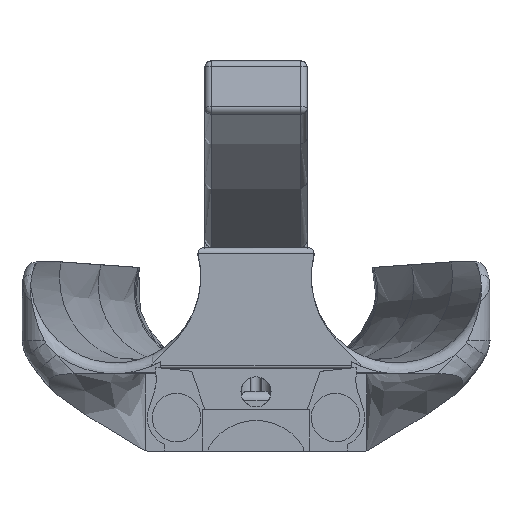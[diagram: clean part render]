
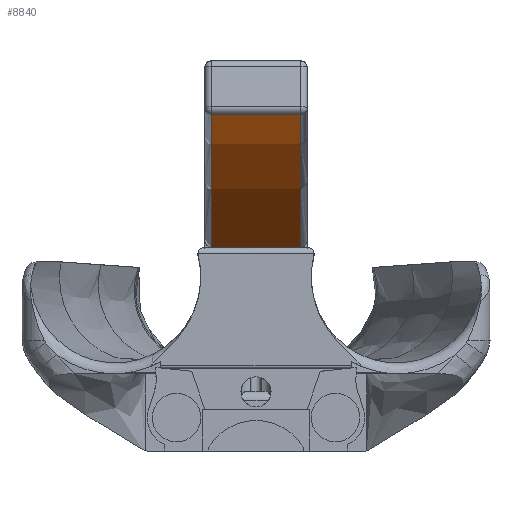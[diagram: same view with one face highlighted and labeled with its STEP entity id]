
A CAD part, front view. The second image highlights one B-rep face of the part: STEP entity #8840.
In plain terms, the highlighted cylindrical face has radius 289.908 mm (diameter 579.815 mm), a partial arc.
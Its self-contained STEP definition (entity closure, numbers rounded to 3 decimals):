
#674=CIRCLE('',#9652,289.908);
#675=CIRCLE('',#9654,289.908);
#1395=FACE_OUTER_BOUND('',#2022,.T.);
#2022=EDGE_LOOP('',(#7968,#7969,#7970,#7971));
#2536=LINE('',#20545,#3039);
#2543=LINE('',#20584,#3046);
#3039=VECTOR('',#11705,10.);
#3046=VECTOR('',#11740,10.);
#4217=VERTEX_POINT('',#20542);
#4218=VERTEX_POINT('',#20544);
#4225=VERTEX_POINT('',#20569);
#4226=VERTEX_POINT('',#20582);
#5474=EDGE_CURVE('',#4217,#4218,#2536,.T.);
#5487=EDGE_CURVE('',#4218,#4225,#674,.T.);
#5489=EDGE_CURVE('',#4226,#4217,#675,.T.);
#5490=EDGE_CURVE('',#4226,#4225,#2543,.T.);
#7968=ORIENTED_EDGE('',*,*,#5474,.F.);
#7969=ORIENTED_EDGE('',*,*,#5489,.F.);
#7970=ORIENTED_EDGE('',*,*,#5490,.T.);
#7971=ORIENTED_EDGE('',*,*,#5487,.F.);
#8331=CYLINDRICAL_SURFACE('',#9653,289.908);
#8840=ADVANCED_FACE('',(#1395),#8331,.F.);
#9652=AXIS2_PLACEMENT_3D('',#20570,#11734,#11735);
#9653=AXIS2_PLACEMENT_3D('',#20581,#11736,#11737);
#9654=AXIS2_PLACEMENT_3D('',#20583,#11738,#11739);
#11705=DIRECTION('',(1.,0.,0.));
#11734=DIRECTION('center_axis',(-1.,0.,0.));
#11735=DIRECTION('ref_axis',(0.,0.445,0.896));
#11736=DIRECTION('center_axis',(-1.,0.,0.));
#11737=DIRECTION('ref_axis',(0.,0.214,0.977));
#11738=DIRECTION('center_axis',(1.,0.,0.));
#11739=DIRECTION('ref_axis',(0.,0.445,0.896));
#11740=DIRECTION('',(1.,0.,0.));
#20542=CARTESIAN_POINT('',(16.068,-133.199,93.553));
#20544=CARTESIAN_POINT('',(57.732,-133.199,93.553));
#20545=CARTESIAN_POINT('',(36.9,-133.199,93.553));
#20569=CARTESIAN_POINT('',(57.732,-10.091,31.672));
#20570=CARTESIAN_POINT('Origin',(57.732,-198.116,-188.993));
#20581=CARTESIAN_POINT('Origin',(36.9,-198.116,-188.993));
#20582=CARTESIAN_POINT('',(16.068,-10.091,31.672));
#20583=CARTESIAN_POINT('Origin',(16.068,-198.116,-188.993));
#20584=CARTESIAN_POINT('',(13.068,-10.091,31.672));
